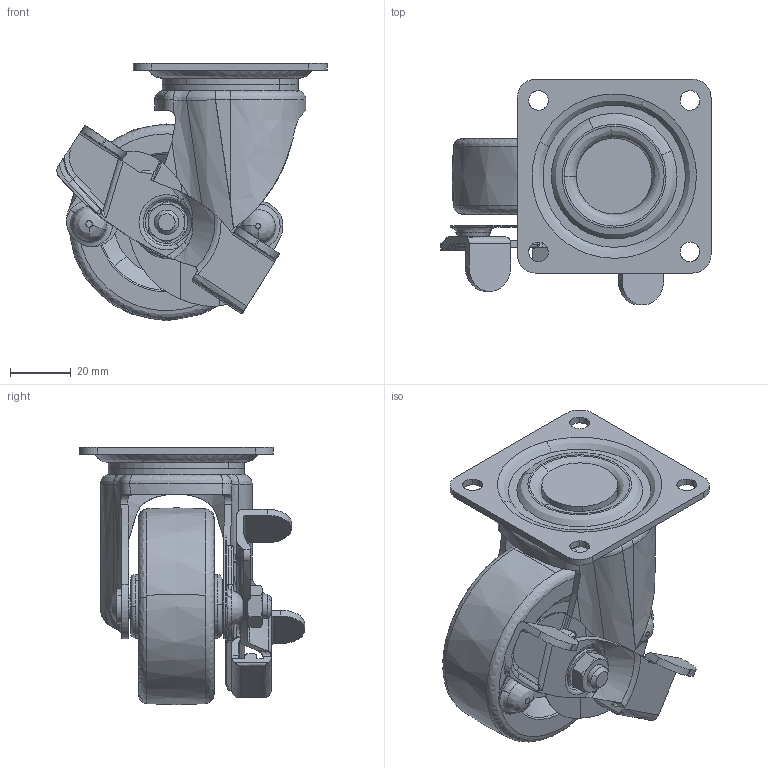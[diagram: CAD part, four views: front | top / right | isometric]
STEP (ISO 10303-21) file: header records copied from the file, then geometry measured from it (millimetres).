
FILE_DESCRIPTION((''),'2;1');
FILE_NAME('','2006-01-18T12:21:42',(''),(''),'','CADfix','');
FILE_SCHEMA(('AUTOMOTIVE_DESIGN'));
Length unit declared in the file: millimetre
Products named in the file (8): plate; wheel; mounting plate; main shaft; lever; body; axle; No_105FH_PS_29912_36
Assembly tree (7 placements, depth 2):
  No_105FH_PS_29912_36
    plate
    wheel
    mounting plate
    main shaft
    lever
    body
    axle
Bounding box: 89.22 x 74.36 x 85 mm (x, y, z)
Volume: 120272.8 mm3; surface area: 50095.9 mm2
Topology: 7 solids, 7 shells, 407 faces, 1331 edges, 956 vertices
Faces by surface type: bspline 407
Entity records: 24128 total; most frequent: CARTESIAN_POINT 16204, ORIENTED_EDGE 2662, EDGE_CURVE 1331, VERTEX_POINT 956, B_SPLINE_CURVE_WITH_KNOTS 939, EDGE_LOOP 447, FACE_OUTER_BOUND 407, ADVANCED_FACE 407
